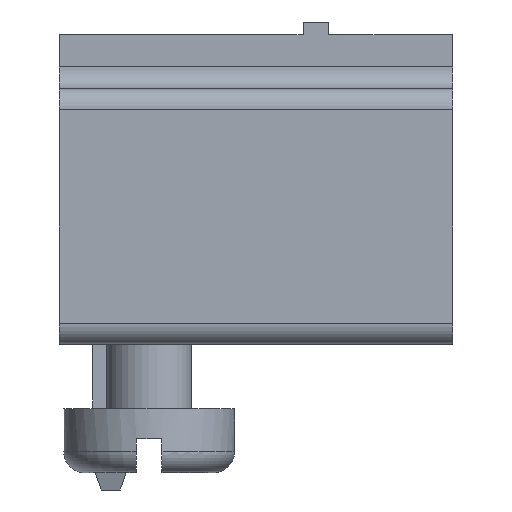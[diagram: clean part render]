
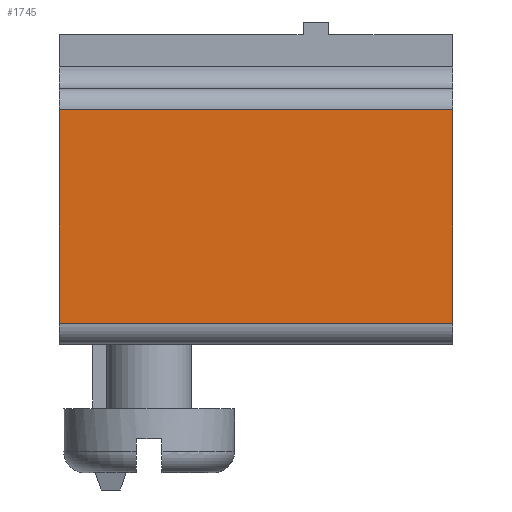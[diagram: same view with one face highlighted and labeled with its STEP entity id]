
A CAD part, left-side view. The second image highlights one B-rep face of the part: STEP entity #1745.
In plain terms, the highlighted planar face has unit normal (-1, 0, 0).
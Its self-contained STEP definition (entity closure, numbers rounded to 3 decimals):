
#32 = PLANE('',#33);
#33 = AXIS2_PLACEMENT_3D('',#34,#35,#36);
#34 = CARTESIAN_POINT('',(-7.1,1.2,0.));
#35 = DIRECTION('',(0.,1.,0.));
#36 = DIRECTION('',(-1.,0.,0.));
#57 = VERTEX_POINT('',#58);
#58 = CARTESIAN_POINT('',(-7.1,1.2,0.5));
#73 = CYLINDRICAL_SURFACE('',#74,0.5);
#74 = AXIS2_PLACEMENT_3D('',#75,#76,#77);
#75 = CARTESIAN_POINT('',(-6.6,1.2,0.5));
#76 = DIRECTION('',(0.,-1.,0.));
#77 = DIRECTION('',(0.,0.,-1.));
#85 = EDGE_CURVE('',#86,#57,#88,.T.);
#86 = VERTEX_POINT('',#87);
#87 = CARTESIAN_POINT('',(-7.1,1.2,5.5));
#88 = SURFACE_CURVE('',#89,(#93,#100),.PCURVE_S1.);
#89 = LINE('',#90,#91);
#90 = CARTESIAN_POINT('',(-7.1,1.2,6.));
#91 = VECTOR('',#92,1.);
#92 = DIRECTION('',(0.,0.,-1.));
#93 = PCURVE('',#32,#94);
#94 = DEFINITIONAL_REPRESENTATION('',(#95),#99);
#95 = LINE('',#96,#97);
#96 = CARTESIAN_POINT('',(0.,6.));
#97 = VECTOR('',#98,1.);
#98 = DIRECTION('',(0.,-1.));
#99 = ( GEOMETRIC_REPRESENTATION_CONTEXT(2)
PARAMETRIC_REPRESENTATION_CONTEXT() REPRESENTATION_CONTEXT('2D SPACE',''
) );
#100 = PCURVE('',#101,#106);
#101 = PLANE('',#102);
#102 = AXIS2_PLACEMENT_3D('',#103,#104,#105);
#103 = CARTESIAN_POINT('',(-7.1,1.2,6.));
#104 = DIRECTION('',(1.,0.,0.));
#105 = DIRECTION('',(0.,0.,-1.));
#106 = DEFINITIONAL_REPRESENTATION('',(#107),#111);
#107 = LINE('',#108,#109);
#108 = CARTESIAN_POINT('',(0.,0.));
#109 = VECTOR('',#110,1.);
#110 = DIRECTION('',(1.,0.));
#111 = ( GEOMETRIC_REPRESENTATION_CONTEXT(2)
PARAMETRIC_REPRESENTATION_CONTEXT() REPRESENTATION_CONTEXT('2D SPACE',''
) );
#134 = CYLINDRICAL_SURFACE('',#135,0.5);
#135 = AXIS2_PLACEMENT_3D('',#136,#137,#138);
#136 = CARTESIAN_POINT('',(-6.6,1.2,5.5));
#137 = DIRECTION('',(0.,-1.,0.));
#138 = DIRECTION('',(0.,0.,1.));
#479 = PLANE('',#480);
#480 = AXIS2_PLACEMENT_3D('',#481,#482,#483);
#481 = CARTESIAN_POINT('',(-7.1,-8.,0.));
#482 = DIRECTION('',(0.,1.,0.));
#483 = DIRECTION('',(-1.,0.,0.));
#1646 = EDGE_CURVE('',#57,#1647,#1649,.T.);
#1647 = VERTEX_POINT('',#1648);
#1648 = CARTESIAN_POINT('',(-7.1,-8.,0.5));
#1649 = SURFACE_CURVE('',#1650,(#1654,#1661),.PCURVE_S1.);
#1650 = LINE('',#1651,#1652);
#1651 = CARTESIAN_POINT('',(-7.1,1.2,0.5));
#1652 = VECTOR('',#1653,1.);
#1653 = DIRECTION('',(0.,-1.,0.));
#1654 = PCURVE('',#73,#1655);
#1655 = DEFINITIONAL_REPRESENTATION('',(#1656),#1660);
#1656 = LINE('',#1657,#1658);
#1657 = CARTESIAN_POINT('',(-1.571,0.));
#1658 = VECTOR('',#1659,1.);
#1659 = DIRECTION('',(0.,1.));
#1660 = ( GEOMETRIC_REPRESENTATION_CONTEXT(2)
PARAMETRIC_REPRESENTATION_CONTEXT() REPRESENTATION_CONTEXT('2D SPACE',''
) );
#1661 = PCURVE('',#101,#1662);
#1662 = DEFINITIONAL_REPRESENTATION('',(#1663),#1667);
#1663 = LINE('',#1664,#1665);
#1664 = CARTESIAN_POINT('',(5.5,0.));
#1665 = VECTOR('',#1666,1.);
#1666 = DIRECTION('',(0.,-1.));
#1667 = ( GEOMETRIC_REPRESENTATION_CONTEXT(2)
PARAMETRIC_REPRESENTATION_CONTEXT() REPRESENTATION_CONTEXT('2D SPACE',''
) );
#1745 = ADVANCED_FACE('',(#1746),#101,.F.);
#1746 = FACE_BOUND('',#1747,.F.);
#1747 = EDGE_LOOP('',(#1748,#1749,#1772,#1793));
#1748 = ORIENTED_EDGE('',*,*,#85,.F.);
#1749 = ORIENTED_EDGE('',*,*,#1750,.T.);
#1750 = EDGE_CURVE('',#86,#1751,#1753,.T.);
#1751 = VERTEX_POINT('',#1752);
#1752 = CARTESIAN_POINT('',(-7.1,-8.,5.5));
#1753 = SURFACE_CURVE('',#1754,(#1758,#1765),.PCURVE_S1.);
#1754 = LINE('',#1755,#1756);
#1755 = CARTESIAN_POINT('',(-7.1,1.2,5.5));
#1756 = VECTOR('',#1757,1.);
#1757 = DIRECTION('',(0.,-1.,0.));
#1758 = PCURVE('',#101,#1759);
#1759 = DEFINITIONAL_REPRESENTATION('',(#1760),#1764);
#1760 = LINE('',#1761,#1762);
#1761 = CARTESIAN_POINT('',(0.5,0.));
#1762 = VECTOR('',#1763,1.);
#1763 = DIRECTION('',(0.,-1.));
#1764 = ( GEOMETRIC_REPRESENTATION_CONTEXT(2)
PARAMETRIC_REPRESENTATION_CONTEXT() REPRESENTATION_CONTEXT('2D SPACE',''
) );
#1765 = PCURVE('',#134,#1766);
#1766 = DEFINITIONAL_REPRESENTATION('',(#1767),#1771);
#1767 = LINE('',#1768,#1769);
#1768 = CARTESIAN_POINT('',(1.571,0.));
#1769 = VECTOR('',#1770,1.);
#1770 = DIRECTION('',(0.,1.));
#1771 = ( GEOMETRIC_REPRESENTATION_CONTEXT(2)
PARAMETRIC_REPRESENTATION_CONTEXT() REPRESENTATION_CONTEXT('2D SPACE',''
) );
#1772 = ORIENTED_EDGE('',*,*,#1773,.T.);
#1773 = EDGE_CURVE('',#1751,#1647,#1774,.T.);
#1774 = SURFACE_CURVE('',#1775,(#1779,#1786),.PCURVE_S1.);
#1775 = LINE('',#1776,#1777);
#1776 = CARTESIAN_POINT('',(-7.1,-8.,6.));
#1777 = VECTOR('',#1778,1.);
#1778 = DIRECTION('',(0.,0.,-1.));
#1779 = PCURVE('',#101,#1780);
#1780 = DEFINITIONAL_REPRESENTATION('',(#1781),#1785);
#1781 = LINE('',#1782,#1783);
#1782 = CARTESIAN_POINT('',(0.,-9.2));
#1783 = VECTOR('',#1784,1.);
#1784 = DIRECTION('',(1.,0.));
#1785 = ( GEOMETRIC_REPRESENTATION_CONTEXT(2)
PARAMETRIC_REPRESENTATION_CONTEXT() REPRESENTATION_CONTEXT('2D SPACE',''
) );
#1786 = PCURVE('',#479,#1787);
#1787 = DEFINITIONAL_REPRESENTATION('',(#1788),#1792);
#1788 = LINE('',#1789,#1790);
#1789 = CARTESIAN_POINT('',(0.,6.));
#1790 = VECTOR('',#1791,1.);
#1791 = DIRECTION('',(0.,-1.));
#1792 = ( GEOMETRIC_REPRESENTATION_CONTEXT(2)
PARAMETRIC_REPRESENTATION_CONTEXT() REPRESENTATION_CONTEXT('2D SPACE',''
) );
#1793 = ORIENTED_EDGE('',*,*,#1646,.F.);
